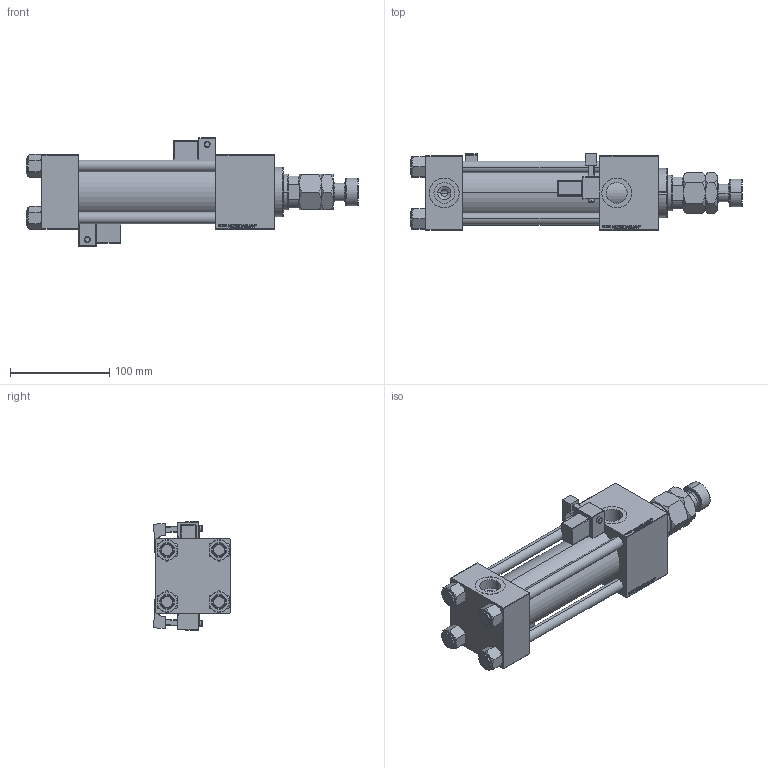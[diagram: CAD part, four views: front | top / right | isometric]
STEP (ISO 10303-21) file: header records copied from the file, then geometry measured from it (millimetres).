
FILE_DESCRIPTION (( 'STEP AP203' ), '1' );
FILE_NAME ('ba00.STEP', '2022-04-14T12:05:20', ( '' ), ( '' ), 'SwSTEP 2.0', 'SolidWorks 2019', '' );
FILE_SCHEMA (( 'CONFIG_CONTROL_DESIGN' ));
Length unit declared in the file: millimetre
Products named in the file (8): V215CR_MSU d6f74f434c24ceef9db220ccfffe979b; MFA d6f74f434c24ceef9db220ccfffe979b; ba00; V215CR_C_Body d6f74f434c24ceef9db220ccfffe979b; V215_VC_A d6f74f434c24ceef9db220ccfffe979b; V215CR_C_TYCINKA d6f74f434c24ceef9db220ccfffe979b; NUT_M5_C d6f74f434c24ceef9db220ccfffe979b; V215CR_VCP_C d6f74f434c24ceef9db220ccfffe979b
Assembly tree (14 placements, depth 2):
  ba00
    V215CR_C_Body d6f74f434c24ceef9db220ccfffe979b
    V215CR_VCP_C d6f74f434c24ceef9db220ccfffe979b
    NUT_M5_C d6f74f434c24ceef9db220ccfffe979b  x4
    V215CR_C_TYCINKA d6f74f434c24ceef9db220ccfffe979b  x4
    V215_VC_A d6f74f434c24ceef9db220ccfffe979b
    MFA d6f74f434c24ceef9db220ccfffe979b
    V215CR_MSU d6f74f434c24ceef9db220ccfffe979b  x2
Bounding box: 334 x 77.03 x 109.57 mm (x, y, z)
Volume: 933392.4 mm3; surface area: 224421 mm2
Topology: 14 solids, 14 shells, 1360 faces, 3358 edges, 2129 vertices
Faces by surface type: plane 602, bspline 392, cone 164, cylinder 154, torus 24, sphere 24
Entity records: 54361 total; most frequent: CARTESIAN_POINT 28111, ORIENTED_EDGE 5826, DIRECTION 3935, EDGE_CURVE 2913, VERTEX_POINT 1889, VECTOR 1713, LINE 1713, EDGE_LOOP 1298
